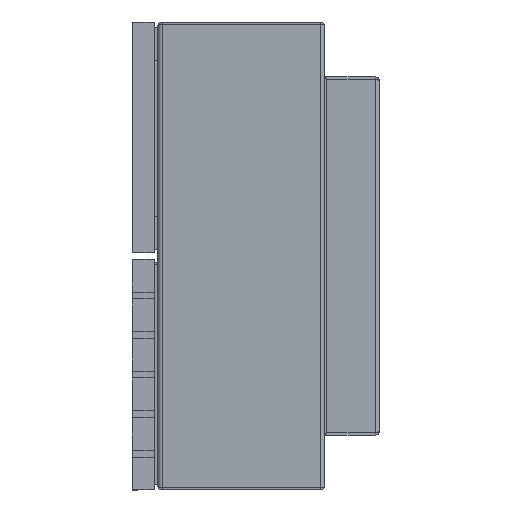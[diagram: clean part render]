
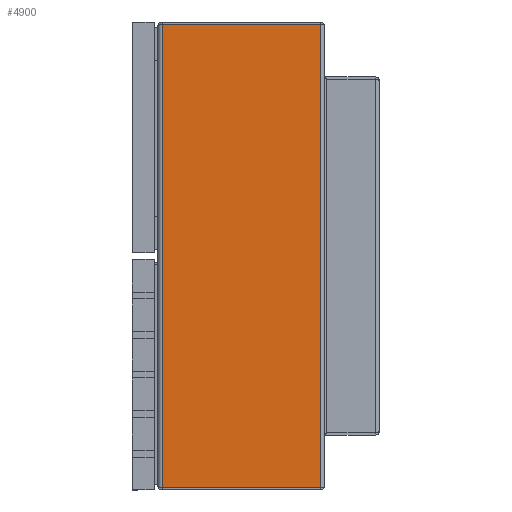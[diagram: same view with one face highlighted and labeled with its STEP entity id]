
A CAD part, left-side view. The second image highlights one B-rep face of the part: STEP entity #4900.
In plain terms, the highlighted face is planar.
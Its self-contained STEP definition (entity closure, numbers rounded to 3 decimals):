
#425 = VECTOR ( 'NONE', #5915, 1000. ) ;
#735 = EDGE_LOOP ( 'NONE', ( #3010, #3907, #2178, #8575 ) ) ;
#1256 = DIRECTION ( 'NONE',  ( 1., 0., 0. ) ) ;
#1303 = EDGE_CURVE ( 'NONE', #3820, #3382, #7669, .T. ) ;
#1600 = CARTESIAN_POINT ( 'NONE',  ( 422., 108., -100. ) ) ;
#1840 = LINE ( 'NONE', #6745, #6574 ) ;
#1925 = CARTESIAN_POINT ( 'NONE',  ( 426., 100., -100. ) ) ;
#2040 = EDGE_CURVE ( 'NONE', #4963, #4997, #1840, .T. ) ;
#2178 = ORIENTED_EDGE ( 'NONE', *, *, #6296, .F. ) ;
#2185 = DIRECTION ( 'NONE',  ( 0., 0., 1. ) ) ;
#2273 = CARTESIAN_POINT ( 'NONE',  ( -422., 396., -100. ) ) ;
#2345 = LINE ( 'NONE', #3103, #3954 ) ;
#2544 = DIRECTION ( 'NONE',  ( 0., 1., 0. ) ) ;
#2591 = CARTESIAN_POINT ( 'NONE',  ( -422., 100., -100. ) ) ;
#3010 = ORIENTED_EDGE ( 'NONE', *, *, #5950, .T. ) ;
#3061 = DIRECTION ( 'NONE',  ( 0., 1., 0. ) ) ;
#3072 = CARTESIAN_POINT ( 'NONE',  ( 426., 108., -100. ) ) ;
#3103 = CARTESIAN_POINT ( 'NONE',  ( 422., 100., -100. ) ) ;
#3339 = CARTESIAN_POINT ( 'NONE',  ( -422., 108., -100. ) ) ;
#3382 = VERTEX_POINT ( 'NONE', #3339 ) ;
#3816 = VECTOR ( 'NONE', #2544, 1000. ) ;
#3820 = VERTEX_POINT ( 'NONE', #1600 ) ;
#3907 = ORIENTED_EDGE ( 'NONE', *, *, #2040, .F. ) ;
#3954 = VECTOR ( 'NONE', #3061, 1000. ) ;
#4419 = CARTESIAN_POINT ( 'NONE',  ( 422., 396., -100. ) ) ;
#4900 = ADVANCED_FACE ( 'NONE', ( #5312 ), #8034, .F. ) ;
#4963 = VERTEX_POINT ( 'NONE', #4419 ) ;
#4997 = VERTEX_POINT ( 'NONE', #2273 ) ;
#5312 = FACE_OUTER_BOUND ( 'NONE', #735, .T. ) ;
#5915 = DIRECTION ( 'NONE',  ( -1., 0., 0. ) ) ;
#5950 = EDGE_CURVE ( 'NONE', #3382, #4997, #8658, .T. ) ;
#6218 = AXIS2_PLACEMENT_3D ( 'NONE', #1925, #2185, #1256 ) ;
#6296 = EDGE_CURVE ( 'NONE', #3820, #4963, #2345, .T. ) ;
#6574 = VECTOR ( 'NONE', #7985, 1000. ) ;
#6745 = CARTESIAN_POINT ( 'NONE',  ( 426., 396., -100. ) ) ;
#7669 = LINE ( 'NONE', #3072, #425 ) ;
#7985 = DIRECTION ( 'NONE',  ( -1., 0., 0. ) ) ;
#8034 = PLANE ( 'NONE',  #6218 ) ;
#8575 = ORIENTED_EDGE ( 'NONE', *, *, #1303, .T. ) ;
#8658 = LINE ( 'NONE', #2591, #3816 ) ;
